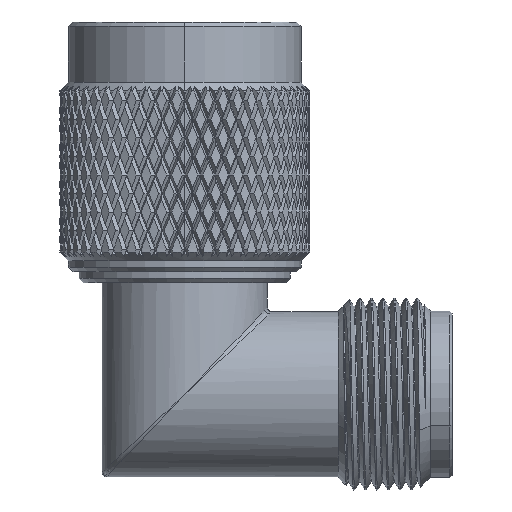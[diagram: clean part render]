
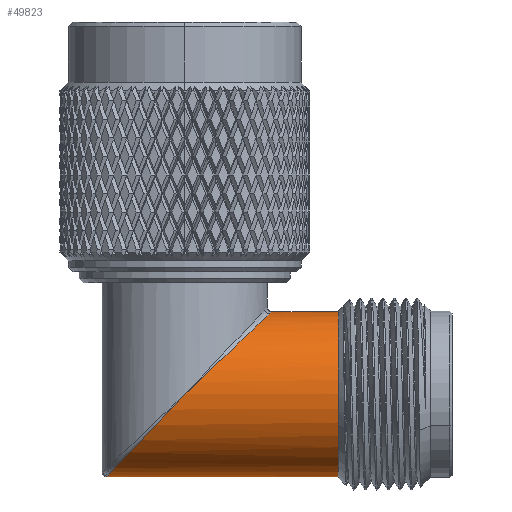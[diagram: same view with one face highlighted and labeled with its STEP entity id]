
A CAD part, front view. The second image highlights one B-rep face of the part: STEP entity #49823.
In plain terms, the highlighted cylindrical face has radius 4.801 mm (diameter 9.601 mm), a partial arc.
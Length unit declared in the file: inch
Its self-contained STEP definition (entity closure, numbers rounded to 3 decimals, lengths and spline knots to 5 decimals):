
#14624 = DIRECTION ( 'NONE',  ( -1., 0., 0. ) ) ;
#17659 = VERTEX_POINT ( 'NONE', #59327 ) ;
#23077 = EDGE_CURVE ( 'NONE', #59285, #78329, #32206, .T. ) ;
#23789 = DIRECTION ( 'NONE',  ( 0., 0., 1. ) ) ;
#23828 = CARTESIAN_POINT ( 'NONE',  ( 1.84873, 0., 0.189 ) ) ;
#24811 = CARTESIAN_POINT ( 'NONE',  ( 1.31873, -0.11071, -0.189 ) ) ;
#27545 = EDGE_CURVE ( 'NONE', #88883, #59285, #108792, .T. ) ;
#30937 = DIRECTION ( 'NONE',  ( -1., 0., 0. ) ) ;
#32206 = LINE ( 'NONE', #100851, #95261 ) ;
#32494 = CARTESIAN_POINT ( 'NONE',  ( 1.31873, 0., -0.189 ) ) ;
#33307 = DIRECTION ( 'NONE',  ( -1., 0., 0. ) ) ;
#33633 = EDGE_CURVE ( 'NONE', #88883, #17659, #73839, .T. ) ;
#35264 = EDGE_LOOP ( 'NONE', ( #106629, #68796, #70875, #46921, #43516 ) ) ;
#39463 = CARTESIAN_POINT ( 'NONE',  ( 1.69673, 0., 0.189 ) ) ;
#40210 = CARTESIAN_POINT ( 'NONE',  ( 1.39288, -0.189, -0.11071 ) ) ;
#43516 = ORIENTED_EDGE ( 'NONE', *, *, #87408, .T. ) ;
#46921 = ORIENTED_EDGE ( 'NONE', *, *, #47929, .T. ) ;
#47643 = VECTOR ( 'NONE', #77016, 39.37008 ) ;
#47929 = EDGE_CURVE ( 'NONE', #78329, #85699, #105206, .T. ) ;
#48594 = CARTESIAN_POINT ( 'NONE',  ( 1.49773, -0.189, 0. ) ) ;
#49823 = ADVANCED_FACE ( 'NONE', ( #55223 ), #80225, .T. ) ;
#55223 = FACE_OUTER_BOUND ( 'NONE', #35264, .T. ) ;
#57343 = AXIS2_PLACEMENT_3D ( 'NONE', #72669, #30937, #81547 ) ;
#59285 = VERTEX_POINT ( 'NONE', #23828 ) ;
#59327 = CARTESIAN_POINT ( 'NONE',  ( 1.31873, 0., -0.189 ) ) ;
#68027 = CARTESIAN_POINT ( 'NONE',  ( 1.69673, 0., 0.189 ) ) ;
#68796 = ORIENTED_EDGE ( 'NONE', *, *, #27545, .T. ) ;
#70875 = ORIENTED_EDGE ( 'NONE', *, *, #23077, .T. ) ;
#72509 = CARTESIAN_POINT ( 'NONE',  ( 2.10873, 0., 0. ) ) ;
#72669 = CARTESIAN_POINT ( 'NONE',  ( 1.84873, 0., 0. ) ) ;
#73839 = LINE ( 'NONE', #102066, #47643 ) ;
#76825 = CARTESIAN_POINT ( 'NONE',  ( 1.69673, -0.11071, 0.189 ) ) ;
#77016 = DIRECTION ( 'NONE',  ( -1., 0., 0. ) ) ;
#78329 = VERTEX_POINT ( 'NONE', #39463 ) ;
#80225 = CYLINDRICAL_SURFACE ( 'NONE', #92749, 0.189 ) ;
#81547 = DIRECTION ( 'NONE',  ( 0., 0., 1. ) ) ;
#85699 = VERTEX_POINT ( 'NONE', #87020 ) ;
#87020 = CARTESIAN_POINT ( 'NONE',  ( 1.49773, -0.189, 0. ) ) ;
#87211 =( BOUNDED_CURVE ( )  B_SPLINE_CURVE ( 3, ( #48594, #40210, #24811, #32494 ),
 .UNSPECIFIED., .F., .F. ) 
 B_SPLINE_CURVE_WITH_KNOTS ( ( 4, 4 ),
 ( 4.71239, 6.28319 ),
 .UNSPECIFIED. ) 
 CURVE ( )  GEOMETRIC_REPRESENTATION_ITEM ( )  RATIONAL_B_SPLINE_CURVE ( ( 1., 0.805, 0.805, 1. ) ) 
 REPRESENTATION_ITEM ( '' )  );
#87408 = EDGE_CURVE ( 'NONE', #85699, #17659, #87211, .T. ) ;
#88883 = VERTEX_POINT ( 'NONE', #94441 ) ;
#92749 = AXIS2_PLACEMENT_3D ( 'NONE', #72509, #14624, #23789 ) ;
#94441 = CARTESIAN_POINT ( 'NONE',  ( 1.84873, 0., -0.189 ) ) ;
#95261 = VECTOR ( 'NONE', #33307, 39.37008 ) ;
#95553 = CARTESIAN_POINT ( 'NONE',  ( 1.49773, -0.189, 0. ) ) ;
#96279 = CARTESIAN_POINT ( 'NONE',  ( 1.61431, -0.189, 0.11071 ) ) ;
#100851 = CARTESIAN_POINT ( 'NONE',  ( 2.10873, 0., 0.189 ) ) ;
#102066 = CARTESIAN_POINT ( 'NONE',  ( 2.10873, 0., -0.189 ) ) ;
#105206 =( BOUNDED_CURVE ( )  B_SPLINE_CURVE ( 3, ( #68027, #76825, #96279, #95553 ),
 .UNSPECIFIED., .F., .F. ) 
 B_SPLINE_CURVE_WITH_KNOTS ( ( 4, 4 ),
 ( 3.14159, 4.71239 ),
 .UNSPECIFIED. ) 
 CURVE ( )  GEOMETRIC_REPRESENTATION_ITEM ( )  RATIONAL_B_SPLINE_CURVE ( ( 1., 0.805, 0.805, 1. ) ) 
 REPRESENTATION_ITEM ( '' )  );
#106629 = ORIENTED_EDGE ( 'NONE', *, *, #33633, .F. ) ;
#108792 = CIRCLE ( 'NONE', #57343, 0.189 ) ;
